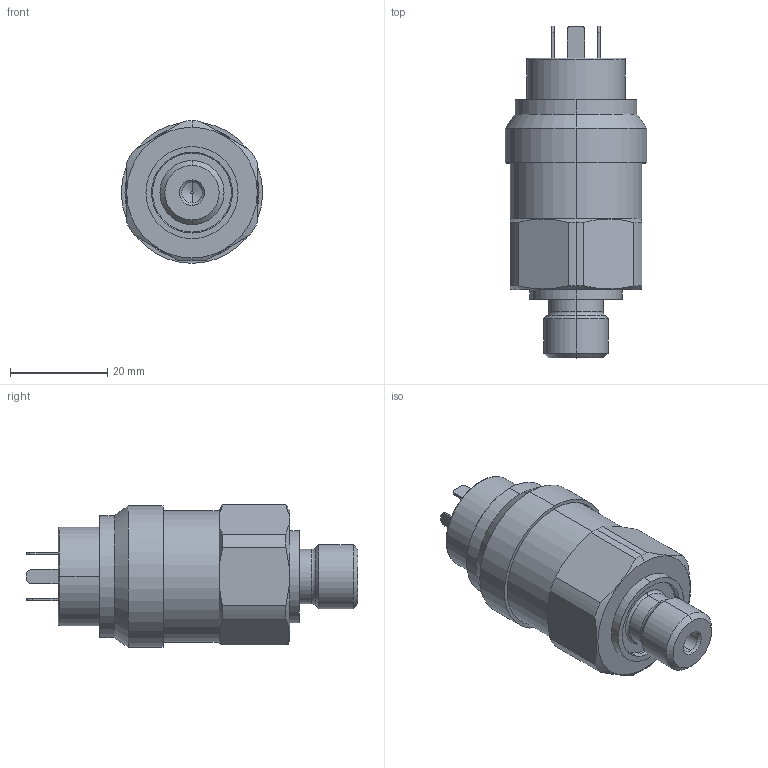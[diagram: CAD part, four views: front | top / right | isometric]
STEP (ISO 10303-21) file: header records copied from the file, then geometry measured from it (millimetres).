
FILE_DESCRIPTION (( 'STEP AP214' ), '1' );
FILE_NAME ('828X.XX.XX.15.01.STEP', '2020-07-06T08:19:54', ( '' ), ( '' ), 'SwSTEP 2.0', 'SolidWorks 2016', '' );
FILE_SCHEMA (( 'AUTOMOTIVE_DESIGN' ));
Length unit declared in the file: millimetre
Products named in the file (4): Bördelmutter_C24031; Mini-DIN; 828X.XX.XX.15.01; 15_C34628
Assembly tree (3 placements, depth 2):
  828X.XX.XX.15.01
    15_C34628
    Bördelmutter_C24031
    Mini-DIN
Bounding box: 29 x 68.1 x 29.25 mm (x, y, z)
Volume: 27389.4 mm3; surface area: 10008.7 mm2
Topology: 3 solids, 3 shells, 214 faces, 493 edges, 307 vertices
Faces by surface type: plane 80, cylinder 56, cone 31, torus 24, bspline 23
Entity records: 8122 total; most frequent: CARTESIAN_POINT 2664, DIRECTION 1000, ORIENTED_EDGE 986, EDGE_CURVE 493, AXIS2_PLACEMENT_3D 377, VERTEX_POINT 307, VECTOR 246, LINE 246
